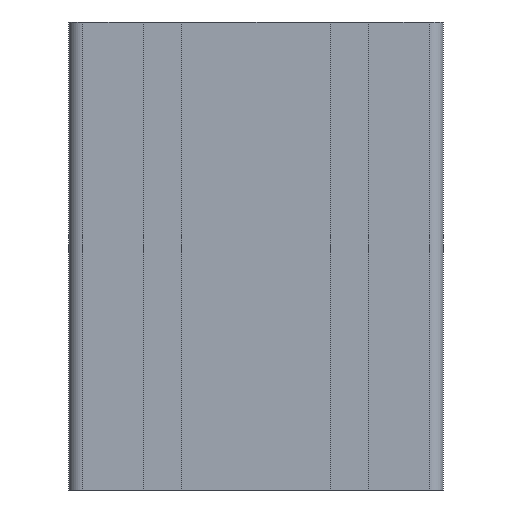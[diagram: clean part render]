
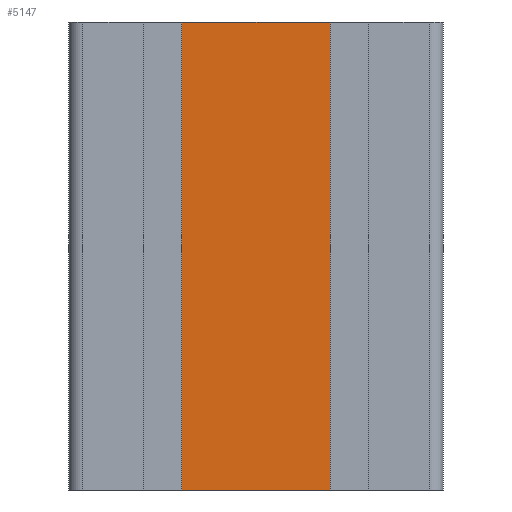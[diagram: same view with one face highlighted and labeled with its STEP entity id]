
A CAD part, front view. The second image highlights one B-rep face of the part: STEP entity #5147.
In plain terms, the highlighted planar face has unit normal (0, -1, 0).
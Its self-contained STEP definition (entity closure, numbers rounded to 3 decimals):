
#1470=CARTESIAN_POINT('',(15.9,-20.,0.0));
#1471=VERTEX_POINT('',#1470);
#1478=CARTESIAN_POINT('',(-15.9,-20.,0.0));
#1479=VERTEX_POINT('',#1478);
#1480=CARTESIAN_POINT('',(15.9,-20.,0.0));
#1481=DIRECTION('',(-1.0,0.0,0.0));
#1482=VECTOR('',#1481,31.8);
#1483=LINE('',#1480,#1482);
#1484=EDGE_CURVE('',#1471,#1479,#1483,.T.);
#4909=CARTESIAN_POINT('',(15.9,-20.,100.0));
#4910=VERTEX_POINT('',#4909);
#4919=CARTESIAN_POINT('',(15.9,-20.,0.0));
#4920=DIRECTION('',(0.0,0.0,1.0));
#4921=VECTOR('',#4920,100.0);
#4922=LINE('',#4919,#4921);
#4923=EDGE_CURVE('',#1471,#4910,#4922,.T.);
#5124=CARTESIAN_POINT('',(-24.1,-20.,0.0));
#5125=DIRECTION('',(0.0,-1.0,0.0));
#5126=DIRECTION('',(0.0,0.0,-1.0));
#5127=AXIS2_PLACEMENT_3D('',#5124,#5125,#5126);
#5128=PLANE('',#5127);
#5129=ORIENTED_EDGE('',*,*,#4923,.T.);
#5130=CARTESIAN_POINT('',(-15.9,-20.,100.0));
#5131=VERTEX_POINT('',#5130);
#5132=CARTESIAN_POINT('',(15.9,-20.,100.0));
#5133=DIRECTION('',(-1.0,0.0,0.0));
#5134=VECTOR('',#5133,31.8);
#5135=LINE('',#5132,#5134);
#5136=EDGE_CURVE('',#4910,#5131,#5135,.T.);
#5137=ORIENTED_EDGE('',*,*,#5136,.T.);
#5138=CARTESIAN_POINT('',(-15.9,-20.,100.0));
#5139=DIRECTION('',(0.0,0.0,-1.0));
#5140=VECTOR('',#5139,100.0);
#5141=LINE('',#5138,#5140);
#5142=EDGE_CURVE('',#5131,#1479,#5141,.T.);
#5143=ORIENTED_EDGE('',*,*,#5142,.T.);
#5144=ORIENTED_EDGE('',*,*,#1484,.F.);
#5145=EDGE_LOOP('',(#5129,#5137,#5143,#5144));
#5146=FACE_OUTER_BOUND('',#5145,.T.);
#5147=ADVANCED_FACE('',(#5146),#5128,.T.);
